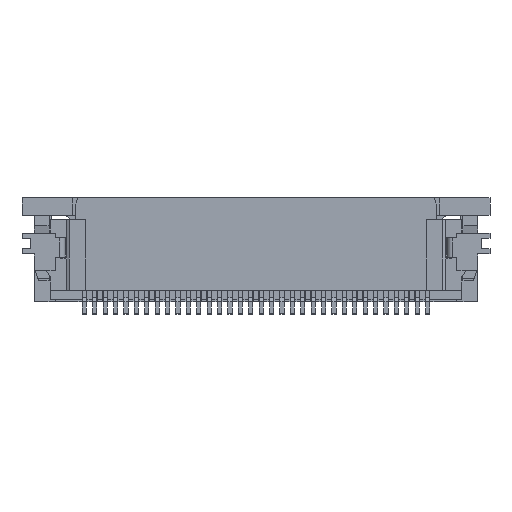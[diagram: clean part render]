
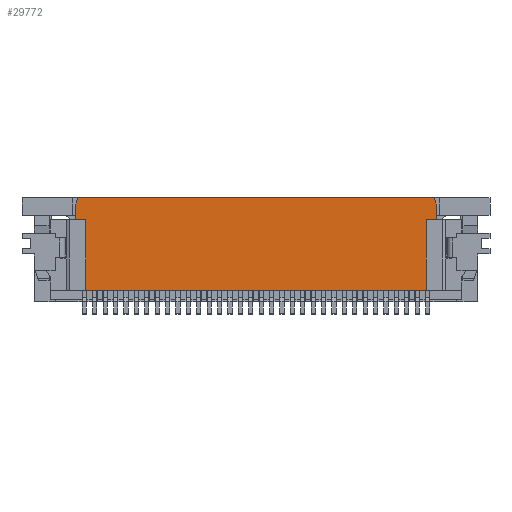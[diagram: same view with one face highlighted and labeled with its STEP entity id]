
A CAD part, front view. The second image highlights one B-rep face of the part: STEP entity #29772.
In plain terms, the highlighted planar face has unit normal (0, -1, 0).
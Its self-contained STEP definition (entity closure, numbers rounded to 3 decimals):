
#2293=DIRECTION('',(1.,0.,0.));
#2294=VECTOR('',#2293,16.36);
#2295=CARTESIAN_POINT('',(-8.18,0.06,0.55));
#2296=LINE('',#2295,#2294);
#2333=DIRECTION('',(1.,0.,0.));
#2334=VECTOR('',#2333,0.495);
#2335=CARTESIAN_POINT('',(8.18,0.06,3.95));
#2336=LINE('',#2335,#2334);
#2337=DIRECTION('',(0.,0.,1.));
#2338=VECTOR('',#2337,3.4);
#2339=CARTESIAN_POINT('',(8.18,0.06,0.55));
#2340=LINE('',#2339,#2338);
#2341=DIRECTION('',(0.,0.,-1.));
#2342=VECTOR('',#2341,3.4);
#2343=CARTESIAN_POINT('',(-8.18,0.06,3.95));
#2344=LINE('',#2343,#2342);
#2345=DIRECTION('',(1.,0.,0.));
#2346=VECTOR('',#2345,0.495);
#2347=CARTESIAN_POINT('',(-8.675,0.06,3.95));
#2348=LINE('',#2347,#2346);
#2981=DIRECTION('',(1.,0.,0.));
#2982=VECTOR('',#2981,17.15);
#2983=CARTESIAN_POINT('',(-8.575,0.06,5.));
#2984=LINE('',#2983,#2982);
#9089=DIRECTION('',(0.,0.,-1.));
#9090=VECTOR('',#9089,0.7);
#9091=CARTESIAN_POINT('',(8.675,0.06,4.65));
#9092=LINE('',#9091,#9090);
#9093=DIRECTION('',(-0.275,0.,0.962));
#9094=VECTOR('',#9093,0.364);
#9095=CARTESIAN_POINT('',(8.675,0.06,4.65));
#9096=LINE('',#9095,#9094);
#20437=DIRECTION('',(0.275,0.,0.962));
#20438=VECTOR('',#20437,0.364);
#20439=CARTESIAN_POINT('',(-8.675,0.06,4.65));
#20440=LINE('',#20439,#20438);
#20453=DIRECTION('',(0.,0.,-1.));
#20454=VECTOR('',#20453,0.7);
#20455=CARTESIAN_POINT('',(-8.675,0.06,4.65));
#20456=LINE('',#20455,#20454);
#20931=CARTESIAN_POINT('',(-8.575,0.06,5.));
#20932=CARTESIAN_POINT('',(8.575,0.06,5.));
#20933=VERTEX_POINT('',#20931);
#20934=VERTEX_POINT('',#20932);
#20935=CARTESIAN_POINT('',(8.675,0.06,4.65));
#20936=VERTEX_POINT('',#20935);
#20937=CARTESIAN_POINT('',(-8.675,0.06,4.65));
#20938=VERTEX_POINT('',#20937);
#20947=CARTESIAN_POINT('',(8.18,0.06,0.55));
#20948=CARTESIAN_POINT('',(8.18,0.06,3.95));
#20949=VERTEX_POINT('',#20947);
#20950=VERTEX_POINT('',#20948);
#20951=CARTESIAN_POINT('',(8.675,0.06,3.95));
#20952=VERTEX_POINT('',#20951);
#20953=CARTESIAN_POINT('',(-8.675,0.06,3.95));
#20954=CARTESIAN_POINT('',(-8.18,0.06,3.95));
#20955=VERTEX_POINT('',#20953);
#20956=VERTEX_POINT('',#20954);
#20957=CARTESIAN_POINT('',(-8.18,0.06,0.55));
#20958=VERTEX_POINT('',#20957);
#29746=CARTESIAN_POINT('',(0.,0.06,3.95));
#29747=DIRECTION('',(0.,-1.,0.));
#29748=DIRECTION('',(1.,0.,0.));
#29749=AXIS2_PLACEMENT_3D('',#29746,#29747,#29748);
#29750=PLANE('',#29749);
#29752=ORIENTED_EDGE('',*,*,#29751,.T.);
#29754=ORIENTED_EDGE('',*,*,#29753,.F.);
#29756=ORIENTED_EDGE('',*,*,#29755,.T.);
#29758=ORIENTED_EDGE('',*,*,#29757,.F.);
#29760=ORIENTED_EDGE('',*,*,#29759,.F.);
#29761=ORIENTED_EDGE('',*,*,#29695,.F.);
#29763=ORIENTED_EDGE('',*,*,#29762,.F.);
#29765=ORIENTED_EDGE('',*,*,#29764,.F.);
#29767=ORIENTED_EDGE('',*,*,#29766,.F.);
#29769=ORIENTED_EDGE('',*,*,#29768,.T.);
#29770=EDGE_LOOP('',(#29752,#29754,#29756,#29758,#29760,#29761,#29763,#29765,
#29767,#29769));
#29771=FACE_OUTER_BOUND('',#29770,.F.);
#29772=ADVANCED_FACE('',(#29771),#29750,.T.);
#29695=EDGE_CURVE('',#20958,#20949,#2296,.T.);
#29751=EDGE_CURVE('',#20933,#20934,#2984,.T.);
#29753=EDGE_CURVE('',#20936,#20934,#9096,.T.);
#29755=EDGE_CURVE('',#20936,#20952,#9092,.T.);
#29757=EDGE_CURVE('',#20950,#20952,#2336,.T.);
#29759=EDGE_CURVE('',#20949,#20950,#2340,.T.);
#29762=EDGE_CURVE('',#20956,#20958,#2344,.T.);
#29764=EDGE_CURVE('',#20955,#20956,#2348,.T.);
#29766=EDGE_CURVE('',#20938,#20955,#20456,.T.);
#29768=EDGE_CURVE('',#20938,#20933,#20440,.T.);
